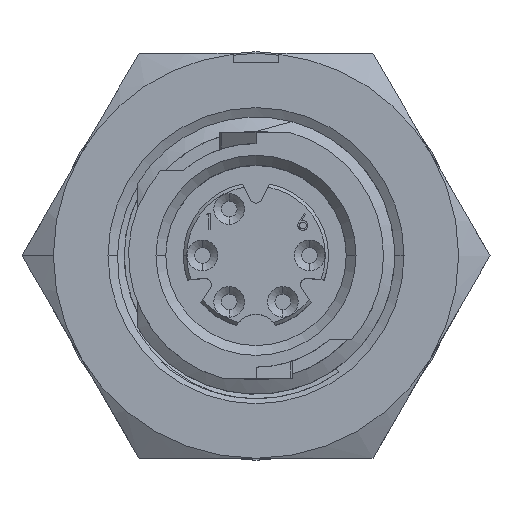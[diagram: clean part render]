
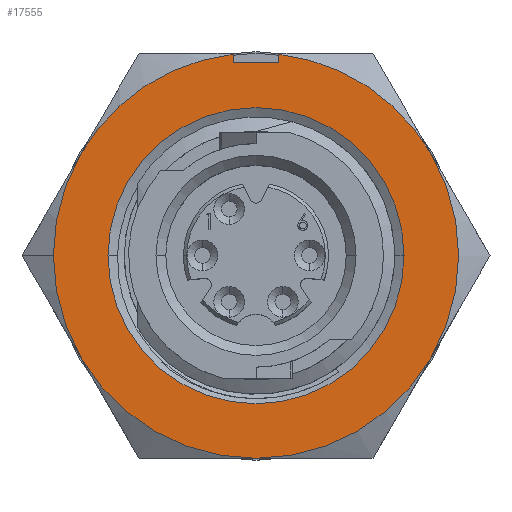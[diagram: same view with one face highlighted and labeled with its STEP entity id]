
A CAD part, top view. The second image highlights one B-rep face of the part: STEP entity #17555.
In plain terms, the highlighted planar face has unit normal (0, 0, 1).
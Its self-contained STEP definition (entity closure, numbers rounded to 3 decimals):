
#208 = AXIS2_PLACEMENT_3D ( 'NONE', #4863, #3261, #1651 ) ;
#209 = CARTESIAN_POINT ( 'NONE',  ( 0.889, -7.824, 10.236 ) ) ;
#528 = AXIS2_PLACEMENT_3D ( 'NONE', #19670, #12999, #9879 ) ;
#1301 = DIRECTION ( 'NONE',  ( 1., 0., 0. ) ) ;
#1651 = DIRECTION ( 'NONE',  ( 1., 0., 0. ) ) ;
#1655 = CARTESIAN_POINT ( 'NONE',  ( 0., 0., 10.236 ) ) ;
#2106 = DIRECTION ( 'NONE',  ( 0., -1., 0. ) ) ;
#2118 = EDGE_CURVE ( 'NONE', #11077, #8698, #15304, .T. ) ;
#2176 = VERTEX_POINT ( 'NONE', #19983 ) ;
#2205 = VECTOR ( 'NONE', #10603, 1000. ) ;
#2245 = EDGE_CURVE ( 'NONE', #14893, #7107, #8442, .T. ) ;
#2248 = AXIS2_PLACEMENT_3D ( 'NONE', #9459, #16136, #1301 ) ;
#2274 = ORIENTED_EDGE ( 'NONE', *, *, #18328, .F. ) ;
#2308 = CIRCLE ( 'NONE', #208, 7.874 ) ;
#2480 = ORIENTED_EDGE ( 'NONE', *, *, #8187, .F. ) ;
#2560 = CARTESIAN_POINT ( 'NONE',  ( 6.819, -3.937, 10.236 ) ) ;
#2674 = CARTESIAN_POINT ( 'NONE',  ( 0., 0., 10.236 ) ) ;
#3034 = VECTOR ( 'NONE', #14873, 1000. ) ;
#3173 = EDGE_CURVE ( 'NONE', #2176, #14893, #8761, .T. ) ;
#3261 = DIRECTION ( 'NONE',  ( 0., 0., -1. ) ) ;
#3265 = DIRECTION ( 'NONE',  ( 0., 0., -1. ) ) ;
#4044 = LINE ( 'NONE', #16740, #2205 ) ;
#4075 = CARTESIAN_POINT ( 'NONE',  ( 0., 0., 10.236 ) ) ;
#4629 = EDGE_CURVE ( 'NONE', #6819, #11595, #14674, .T. ) ;
#4863 = CARTESIAN_POINT ( 'NONE',  ( 0., 0., 10.236 ) ) ;
#5024 = AXIS2_PLACEMENT_3D ( 'NONE', #11295, #16241, #8282 ) ;
#5137 = VERTEX_POINT ( 'NONE', #17981 ) ;
#5816 = ORIENTED_EDGE ( 'NONE', *, *, #11476, .F. ) ;
#6279 = CARTESIAN_POINT ( 'NONE',  ( 0.889, -8.938, 10.236 ) ) ;
#6290 = AXIS2_PLACEMENT_3D ( 'NONE', #4075, #10524, #18908 ) ;
#6299 = ORIENTED_EDGE ( 'NONE', *, *, #2118, .T. ) ;
#6819 = VERTEX_POINT ( 'NONE', #209 ) ;
#7107 = VERTEX_POINT ( 'NONE', #2560 ) ;
#7403 = EDGE_CURVE ( 'NONE', #11595, #9553, #4044, .T. ) ;
#7808 = CARTESIAN_POINT ( 'NONE',  ( -6.819, 3.937, 10.236 ) ) ;
#8187 = EDGE_CURVE ( 'NONE', #7107, #6819, #11455, .T. ) ;
#8282 = DIRECTION ( 'NONE',  ( 1., 0., 0. ) ) ;
#8442 = CIRCLE ( 'NONE', #15996, 7.874 ) ;
#8663 = PLANE ( 'NONE',  #16932 ) ;
#8698 = VERTEX_POINT ( 'NONE', #12022 ) ;
#8761 = CIRCLE ( 'NONE', #14215, 7.874 ) ;
#8901 = CARTESIAN_POINT ( 'NONE',  ( -0.889, -7.824, 10.236 ) ) ;
#8999 = ORIENTED_EDGE ( 'NONE', *, *, #20408, .F. ) ;
#9161 = DIRECTION ( 'NONE',  ( 1., 0., 0. ) ) ;
#9459 = CARTESIAN_POINT ( 'NONE',  ( 0., 0., 10.236 ) ) ;
#9553 = VERTEX_POINT ( 'NONE', #14766 ) ;
#9879 = DIRECTION ( 'NONE',  ( 1., 0., 0. ) ) ;
#9994 = CARTESIAN_POINT ( 'NONE',  ( 5.753, 0., 10.236 ) ) ;
#10179 = ORIENTED_EDGE ( 'NONE', *, *, #14475, .F. ) ;
#10368 = ORIENTED_EDGE ( 'NONE', *, *, #4629, .F. ) ;
#10378 = CARTESIAN_POINT ( 'NONE',  ( 0., 15.748, 10.236 ) ) ;
#10524 = DIRECTION ( 'NONE',  ( 0., 0., -1. ) ) ;
#10535 = CIRCLE ( 'NONE', #16039, 7.874 ) ;
#10603 = DIRECTION ( 'NONE',  ( -1., 0., 0. ) ) ;
#10807 = VECTOR ( 'NONE', #19453, 1000. ) ;
#10882 = DIRECTION ( 'NONE',  ( 0., 0., -1. ) ) ;
#10986 = ORIENTED_EDGE ( 'NONE', *, *, #7403, .F. ) ;
#11058 = VERTEX_POINT ( 'NONE', #16479 ) ;
#11077 = VERTEX_POINT ( 'NONE', #9994 ) ;
#11223 = DIRECTION ( 'NONE',  ( 1., 0., 0. ) ) ;
#11295 = CARTESIAN_POINT ( 'NONE',  ( 0., 0., 10.236 ) ) ;
#11455 = CIRCLE ( 'NONE', #6290, 7.874 ) ;
#11476 = EDGE_CURVE ( 'NONE', #9553, #21125, #12889, .T. ) ;
#11595 = VERTEX_POINT ( 'NONE', #15037 ) ;
#11786 = FACE_OUTER_BOUND ( 'NONE', #16407, .T. ) ;
#11989 = DIRECTION ( 'NONE',  ( 1., 0., 0. ) ) ;
#12022 = CARTESIAN_POINT ( 'NONE',  ( -5.753, 0., 10.236 ) ) ;
#12414 = EDGE_CURVE ( 'NONE', #8698, #11077, #19412, .T. ) ;
#12889 = LINE ( 'NONE', #17322, #10807 ) ;
#12999 = DIRECTION ( 'NONE',  ( 0., 0., -1. ) ) ;
#13253 = VERTEX_POINT ( 'NONE', #7808 ) ;
#13478 = ORIENTED_EDGE ( 'NONE', *, *, #12414, .T. ) ;
#14215 = AXIS2_PLACEMENT_3D ( 'NONE', #18840, #10882, #9161 ) ;
#14475 = EDGE_CURVE ( 'NONE', #5137, #13253, #21153, .T. ) ;
#14674 = LINE ( 'NONE', #6279, #3034 ) ;
#14766 = CARTESIAN_POINT ( 'NONE',  ( -0.889, -7.493, 10.236 ) ) ;
#14873 = DIRECTION ( 'NONE',  ( 0., 1., 0. ) ) ;
#14893 = VERTEX_POINT ( 'NONE', #17517 ) ;
#14995 = ORIENTED_EDGE ( 'NONE', *, *, #3173, .F. ) ;
#15014 = DIRECTION ( 'NONE',  ( 0., 0., -1. ) ) ;
#15037 = CARTESIAN_POINT ( 'NONE',  ( 0.889, -7.493, 10.236 ) ) ;
#15124 = FACE_BOUND ( 'NONE', #18990, .T. ) ;
#15304 = CIRCLE ( 'NONE', #2248, 5.753 ) ;
#15690 = DIRECTION ( 'NONE',  ( 0., 0., -1. ) ) ;
#15996 = AXIS2_PLACEMENT_3D ( 'NONE', #2674, #15690, #17302 ) ;
#16039 = AXIS2_PLACEMENT_3D ( 'NONE', #1655, #3265, #11223 ) ;
#16136 = DIRECTION ( 'NONE',  ( 0., 0., -1. ) ) ;
#16241 = DIRECTION ( 'NONE',  ( 0., 0., -1. ) ) ;
#16312 = EDGE_CURVE ( 'NONE', #13253, #11058, #19107, .T. ) ;
#16407 = EDGE_LOOP ( 'NONE', ( #2274, #5816, #10986, #10368, #2480, #19821, #14995, #8999, #17492, #10179 ) ) ;
#16479 = CARTESIAN_POINT ( 'NONE',  ( 0., 7.874, 10.236 ) ) ;
#16740 = CARTESIAN_POINT ( 'NONE',  ( 0.889, -7.493, 10.236 ) ) ;
#16749 = DIRECTION ( 'NONE',  ( 0., 0., -1. ) ) ;
#16932 = AXIS2_PLACEMENT_3D ( 'NONE', #10378, #16749, #2106 ) ;
#17302 = DIRECTION ( 'NONE',  ( 1., 0., 0. ) ) ;
#17322 = CARTESIAN_POINT ( 'NONE',  ( -0.889, -8.938, 10.236 ) ) ;
#17492 = ORIENTED_EDGE ( 'NONE', *, *, #16312, .F. ) ;
#17517 = CARTESIAN_POINT ( 'NONE',  ( 7.874, 0., 10.236 ) ) ;
#17555 = ADVANCED_FACE ( 'NONE', ( #15124, #11786 ), #8663, .F. ) ;
#17981 = CARTESIAN_POINT ( 'NONE',  ( -6.819, -3.937, 10.236 ) ) ;
#18252 = CARTESIAN_POINT ( 'NONE',  ( 0., 0., 10.236 ) ) ;
#18328 = EDGE_CURVE ( 'NONE', #21125, #5137, #2308, .T. ) ;
#18840 = CARTESIAN_POINT ( 'NONE',  ( 0., 0., 10.236 ) ) ;
#18908 = DIRECTION ( 'NONE',  ( 1., 0., 0. ) ) ;
#18990 = EDGE_LOOP ( 'NONE', ( #13478, #6299 ) ) ;
#19107 = CIRCLE ( 'NONE', #20517, 7.874 ) ;
#19412 = CIRCLE ( 'NONE', #528, 5.753 ) ;
#19453 = DIRECTION ( 'NONE',  ( 0., -1., 0. ) ) ;
#19670 = CARTESIAN_POINT ( 'NONE',  ( 0., 0., 10.236 ) ) ;
#19821 = ORIENTED_EDGE ( 'NONE', *, *, #2245, .F. ) ;
#19983 = CARTESIAN_POINT ( 'NONE',  ( 6.819, 3.937, 10.236 ) ) ;
#20408 = EDGE_CURVE ( 'NONE', #11058, #2176, #10535, .T. ) ;
#20517 = AXIS2_PLACEMENT_3D ( 'NONE', #18252, #15014, #11989 ) ;
#21125 = VERTEX_POINT ( 'NONE', #8901 ) ;
#21153 = CIRCLE ( 'NONE', #5024, 7.874 ) ;
